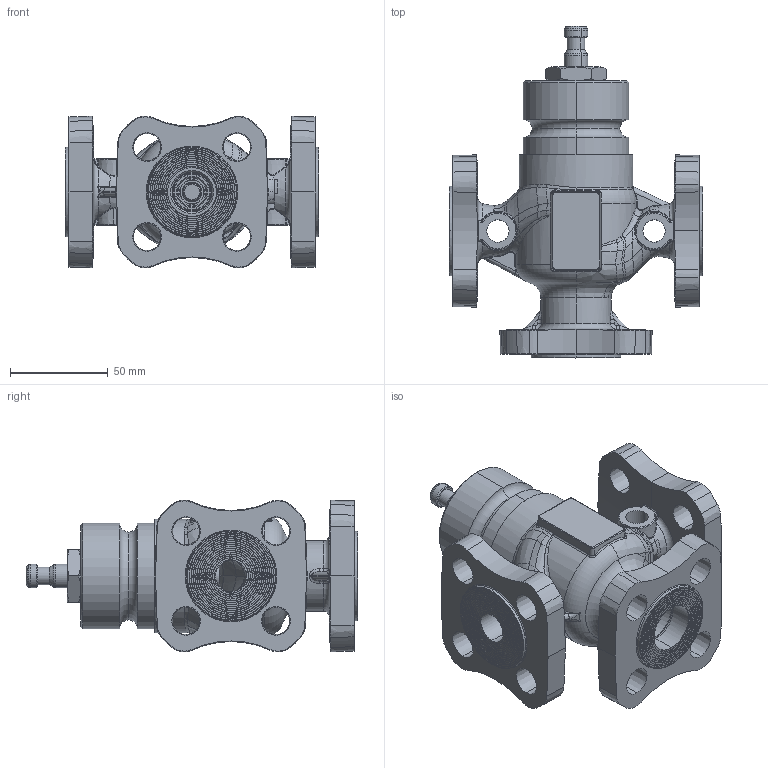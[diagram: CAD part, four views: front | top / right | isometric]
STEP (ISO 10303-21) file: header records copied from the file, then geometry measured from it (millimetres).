
FILE_DESCRIPTION((''),'2;1');
FILE_NAME('VF-3R_DN15_SW0001','2023-03-30T13:26:33',('User'),(''),'CREO PARAMETRIC BY PTC INC, 2019010','CREO PARAMETRIC BY PTC INC, 2019010','');
FILE_SCHEMA(('CONFIG_CONTROL_DESIGN'));
Length unit declared in the file: millimetre
Products named in the file (1): VF-3R_DN15_SW0001
Bounding box: 130 x 170 x 77.65 mm (x, y, z)
Surface area: 105297.9 mm2 (no closed solid volume)
Topology: 0 solids, 13 shells, 940 faces, 2703 edges, 1725 vertices
Faces by surface type: bspline 457, cylinder 174, cone 143, plane 93, torus 66, sphere 6, extrusion 1
Entity records: 98536 total; most frequent: CARTESIAN_POINT 78465, ORIENTED_EDGE 4905, EDGE_CURVE 2699, DIRECTION 2587, VERTEX_POINT 1725, B_SPLINE_CURVE_WITH_KNOTS 1623, AXIS2_PLACEMENT_3D 1027, EDGE_LOOP 997
